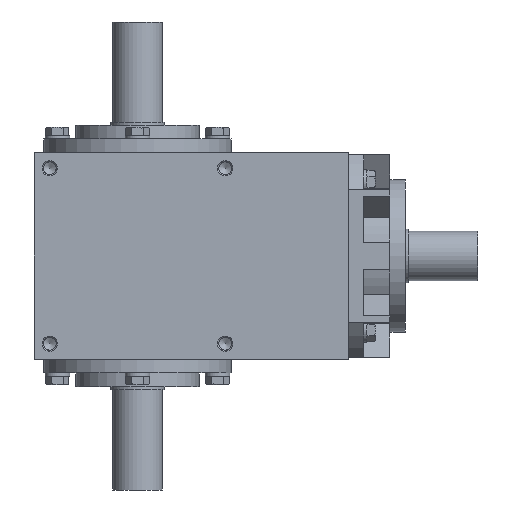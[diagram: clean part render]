
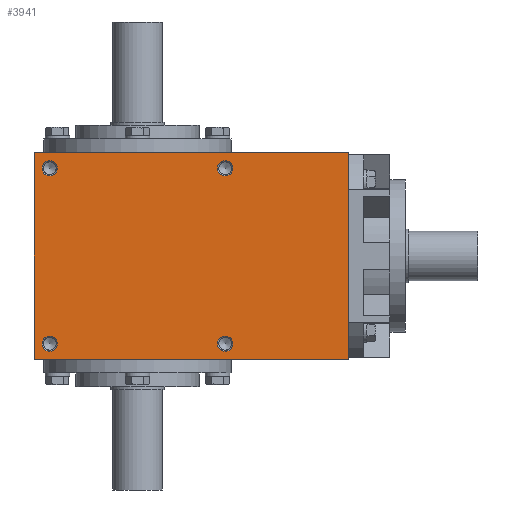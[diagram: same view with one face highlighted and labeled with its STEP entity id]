
A CAD part, front view. The second image highlights one B-rep face of the part: STEP entity #3941.
In plain terms, the highlighted planar face has unit normal (0, -1, 0).
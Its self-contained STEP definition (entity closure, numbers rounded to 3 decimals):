
#273=PLANE('',#5871);
#430=LINE('',#8017,#682);
#431=LINE('',#8027,#683);
#432=LINE('',#8029,#684);
#433=LINE('',#8031,#685);
#682=VECTOR('',#6672,1000.);
#683=VECTOR('',#6683,1000.);
#684=VECTOR('',#6684,1000.);
#685=VECTOR('',#6685,1000.);
#1222=ORIENTED_EDGE('',*,*,#2131,.T.);
#1223=ORIENTED_EDGE('',*,*,#2132,.F.);
#1224=ORIENTED_EDGE('',*,*,#2133,.T.);
#1225=ORIENTED_EDGE('',*,*,#2134,.F.);
#1226=ORIENTED_EDGE('',*,*,#2135,.F.);
#1227=ORIENTED_EDGE('',*,*,#2130,.T.);
#1228=ORIENTED_EDGE('',*,*,#2136,.T.);
#1229=ORIENTED_EDGE('',*,*,#2137,.F.);
#2130=EDGE_CURVE('',#2585,#2587,#430,.T.);
#2131=EDGE_CURVE('',#2588,#2588,#2871,.T.);
#2132=EDGE_CURVE('',#2589,#2589,#2872,.T.);
#2133=EDGE_CURVE('',#2590,#2590,#2873,.T.);
#2134=EDGE_CURVE('',#2591,#2591,#2874,.T.);
#2135=EDGE_CURVE('',#2585,#2592,#431,.T.);
#2136=EDGE_CURVE('',#2587,#2593,#432,.T.);
#2137=EDGE_CURVE('',#2592,#2593,#433,.T.);
#2585=VERTEX_POINT('',#8012);
#2587=VERTEX_POINT('',#8016);
#2588=VERTEX_POINT('',#8020);
#2589=VERTEX_POINT('',#8022);
#2590=VERTEX_POINT('',#8024);
#2591=VERTEX_POINT('',#8026);
#2592=VERTEX_POINT('',#8028);
#2593=VERTEX_POINT('',#8030);
#2871=CIRCLE('',#5872,5.);
#2872=CIRCLE('',#5873,5.);
#2873=CIRCLE('',#5874,5.);
#2874=CIRCLE('',#5875,5.);
#3088=EDGE_LOOP('',(#1222));
#3089=EDGE_LOOP('',(#1223));
#3090=EDGE_LOOP('',(#1224));
#3091=EDGE_LOOP('',(#1225));
#3092=EDGE_LOOP('',(#1226,#1227,#1228,#1229));
#3481=FACE_BOUND('',#3088,.T.);
#3482=FACE_BOUND('',#3089,.T.);
#3483=FACE_BOUND('',#3090,.T.);
#3484=FACE_BOUND('',#3091,.T.);
#3485=FACE_BOUND('',#3092,.T.);
#3941=ADVANCED_FACE('',(#3481,#3482,#3483,#3484,#3485),#273,.F.);
#5871=AXIS2_PLACEMENT_3D('',#8018,#6673,#6674);
#5872=AXIS2_PLACEMENT_3D('',#8019,#6675,#6676);
#5873=AXIS2_PLACEMENT_3D('',#8021,#6677,#6678);
#5874=AXIS2_PLACEMENT_3D('',#8023,#6679,#6680);
#5875=AXIS2_PLACEMENT_3D('',#8025,#6681,#6682);
#6672=DIRECTION('',(0.,0.,-1.));
#6673=DIRECTION('',(0.,1.,0.));
#6674=DIRECTION('',(0.,0.,1.));
#6675=DIRECTION('',(0.,1.,0.));
#6676=DIRECTION('',(0.,0.,1.));
#6677=DIRECTION('',(0.,-1.,0.));
#6678=DIRECTION('',(0.,0.,-1.));
#6679=DIRECTION('',(0.,1.,0.));
#6680=DIRECTION('',(0.,0.,1.));
#6681=DIRECTION('',(0.,-1.,0.));
#6682=DIRECTION('',(0.,0.,-1.));
#6683=DIRECTION('',(1.,0.,0.));
#6684=DIRECTION('',(1.,0.,0.));
#6685=DIRECTION('',(0.,0.,-1.));
#8012=CARTESIAN_POINT('',(-67.,-67.,137.));
#8016=CARTESIAN_POINT('',(-67.,-67.,-67.));
#8017=CARTESIAN_POINT('',(-67.,-67.,137.));
#8018=CARTESIAN_POINT('',(-67.,-67.,137.));
#8019=CARTESIAN_POINT('',(-57.,-67.,-57.));
#8020=CARTESIAN_POINT('',(-57.,-67.,-52.));
#8021=CARTESIAN_POINT('',(57.,-67.,-57.));
#8022=CARTESIAN_POINT('',(57.,-67.,-62.));
#8023=CARTESIAN_POINT('',(-57.,-67.,57.));
#8024=CARTESIAN_POINT('',(-57.,-67.,62.));
#8025=CARTESIAN_POINT('',(57.,-67.,57.));
#8026=CARTESIAN_POINT('',(57.,-67.,52.));
#8027=CARTESIAN_POINT('',(-67.,-67.,137.));
#8028=CARTESIAN_POINT('',(67.,-67.,137.));
#8029=CARTESIAN_POINT('',(-67.,-67.,-67.));
#8030=CARTESIAN_POINT('',(67.,-67.,-67.));
#8031=CARTESIAN_POINT('',(67.,-67.,137.));
